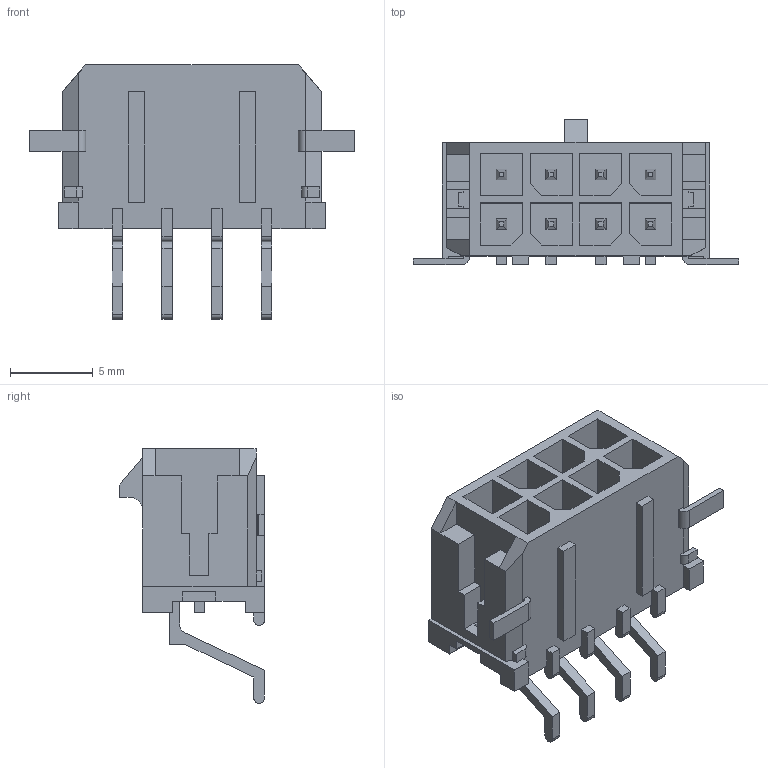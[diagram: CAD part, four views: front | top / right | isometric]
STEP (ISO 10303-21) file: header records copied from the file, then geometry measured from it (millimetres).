
FILE_DESCRIPTION((''),'2;1');
FILE_NAME('430450810','2020-04-16T',('gga'),(''),'PRO/ENGINEER BY PARAMETRIC TECHNOLOGY CORPORATION, 2016010','PRO/ENGINEER BY PARAMETRIC TECHNOLOGY CORPORATION, 2016010','');
FILE_SCHEMA(('CONFIG_CONTROL_DESIGN'));
Length unit declared in the file: millimetre
Products named in the file (1): 430450810
Bounding box: 19.65 x 8.77 x 15.4 mm (x, y, z)
Volume: 661.4 mm3; surface area: 1514.3 mm2
Topology: 1 solids, 5 shells, 405 faces, 1083 edges, 712 vertices
Faces by surface type: plane 386, cylinder 19
Entity records: 12268 total; most frequent: CARTESIAN_POINT 2157, ORIENTED_EDGE 2082, DIRECTION 1933, VECTOR 1045, LINE 1045, EDGE_CURVE 1041, VERTEX_POINT 668, AXIS2_PLACEMENT_3D 444
